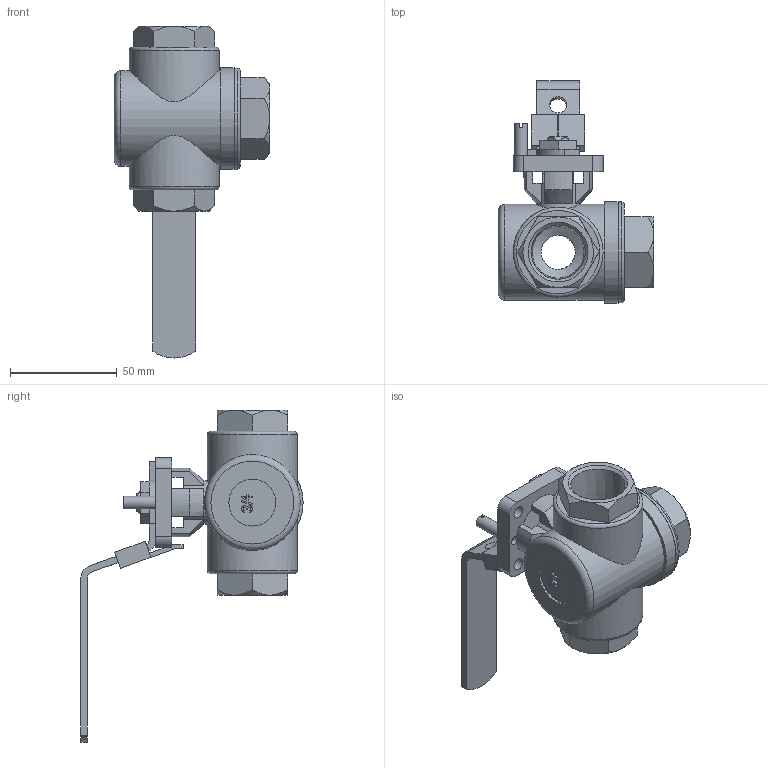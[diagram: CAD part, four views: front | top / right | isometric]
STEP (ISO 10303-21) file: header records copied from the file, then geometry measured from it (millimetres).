
FILE_DESCRIPTION(/* description */ ('STEP AP214'),/* implementation_level */ '2;1');
FILE_NAME(/* name */ '8096954_VZBE-3_4-T-63-F-3T-F04-M-V15V15',/* time_stamp */ '2024-09-18T02:17:36+02:00',/* author */ ('License CC BY-ND 4.0'),/* organization */ ('CADENAS'),/* preprocessor_version */ 'ST-DEVELOPER v19.3',/* originating_system */ 'PARTsolutions',/* authorisation */ ' ');
FILE_SCHEMA (('AUTOMOTIVE_DESIGN {1 0 10303 214 3 1 1}'));
Length unit declared in the file: millimetre
Products named in the file (5): 8096954 VZBE-3/4-T-63-F-3T-F04-M-V15V15; 4834299 VZBE-3/4-T-63-F-3T-F04-V15V15; 4896014 VAOH-F7-9-H9-A-32; VZBE-M11n; VZBE-M5p
Assembly tree (4 placements, depth 2):
  8096954 VZBE-3/4-T-63-F-3T-F04-M-V15V15
    4834299 VZBE-3/4-T-63-F-3T-F04-V15V15
    4896014 VAOH-F7-9-H9-A-32
    VZBE-M11n
    VZBE-M5p
Bounding box: 72.7 x 103.95 x 155.3 mm (x, y, z)
Volume: 146811.8 mm3; surface area: 42644.5 mm2
Topology: 4 solids, 4 shells, 229 faces, 612 edges, 392 vertices
Faces by surface type: plane 146, cylinder 43, cone 35, torus 5
Full cylindrical faces by diameter (mm): 4.134 x1, 5 x1, 6 x5, 8 x1, 9.376 x1, 16 x2, 20.5 x1, 22 x1, 27 x1, 42 x2, 44.8 x1, 47.2 x1, 47.5 x1
Entity records: 7199 total; most frequent: CARTESIAN_POINT 1518, ORIENTED_EDGE 1128, DIRECTION 1121, EDGE_CURVE 564, VERTEX_POINT 383, AXIS2_PLACEMENT_3D 383, LINE 355, VECTOR 355
